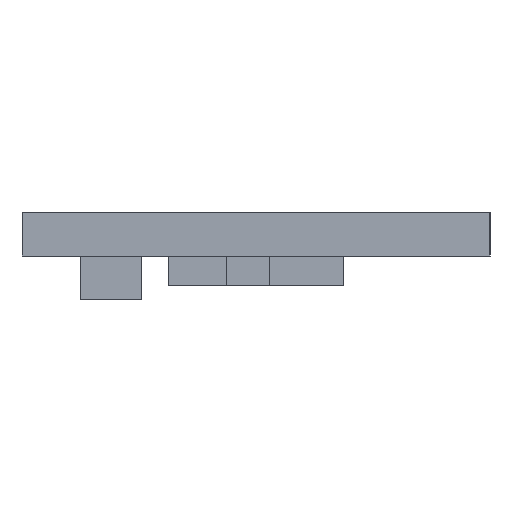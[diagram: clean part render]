
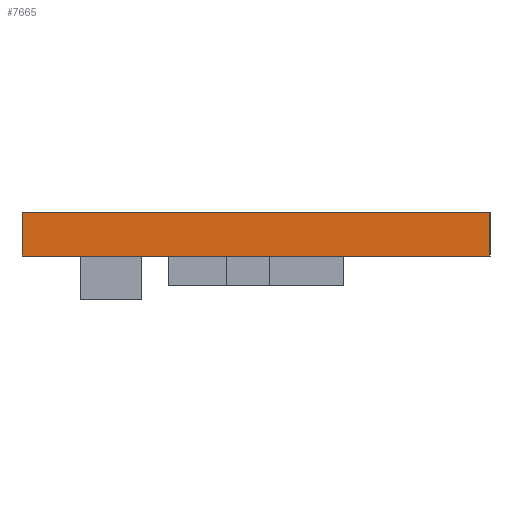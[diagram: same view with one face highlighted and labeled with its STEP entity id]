
A CAD part, left-side view. The second image highlights one B-rep face of the part: STEP entity #7665.
In plain terms, the highlighted face is planar.
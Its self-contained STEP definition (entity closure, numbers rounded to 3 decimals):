
#32 = LINE ( 'NONE', #9181, #6733 ) ;
#49 = EDGE_CURVE ( 'NONE', #10396, #4657, #32, .T. ) ;
#1039 = CARTESIAN_POINT ( 'NONE',  ( 10.25, 8., -1.5 ) ) ;
#1605 = VECTOR ( 'NONE', #11655, 1000. ) ;
#3560 = EDGE_CURVE ( 'NONE', #4657, #7913, #3621, .T. ) ;
#3621 = LINE ( 'NONE', #8153, #11251 ) ;
#3860 = EDGE_CURVE ( 'NONE', #4164, #7913, #7407, .T. ) ;
#4164 = VERTEX_POINT ( 'NONE', #1039 ) ;
#4657 = VERTEX_POINT ( 'NONE', #8208 ) ;
#4699 = DIRECTION ( 'NONE',  ( 0., -1., 0. ) ) ;
#4939 = CARTESIAN_POINT ( 'NONE',  ( 10.25, 8., -1.5 ) ) ;
#5162 = CARTESIAN_POINT ( 'NONE',  ( 10.25, 8., 0. ) ) ;
#5893 = CARTESIAN_POINT ( 'NONE',  ( 10.25, 8., 0. ) ) ;
#6181 = VECTOR ( 'NONE', #10821, 1000. ) ;
#6494 = PLANE ( 'NONE',  #8943 ) ;
#6733 = VECTOR ( 'NONE', #4699, 1000. ) ;
#6915 = ORIENTED_EDGE ( 'NONE', *, *, #14522, .F. ) ;
#7096 = ORIENTED_EDGE ( 'NONE', *, *, #3560, .T. ) ;
#7407 = LINE ( 'NONE', #4939, #6181 ) ;
#7605 = CARTESIAN_POINT ( 'NONE',  ( 10.25, -8., -1.5 ) ) ;
#7665 = ADVANCED_FACE ( 'NONE', ( #13429 ), #6494, .T. ) ;
#7887 = EDGE_LOOP ( 'NONE', ( #9128, #7096, #11689, #6915 ) ) ;
#7913 = VERTEX_POINT ( 'NONE', #7605 ) ;
#8153 = CARTESIAN_POINT ( 'NONE',  ( 10.25, -8., 0. ) ) ;
#8208 = CARTESIAN_POINT ( 'NONE',  ( 10.25, -8., 0. ) ) ;
#8827 = DIRECTION ( 'NONE',  ( 1., 0., 0. ) ) ;
#8943 = AXIS2_PLACEMENT_3D ( 'NONE', #5162, #8827, #9888 ) ;
#9128 = ORIENTED_EDGE ( 'NONE', *, *, #49, .T. ) ;
#9181 = CARTESIAN_POINT ( 'NONE',  ( 10.25, 8., 0. ) ) ;
#9888 = DIRECTION ( 'NONE',  ( 0., 1., 0. ) ) ;
#10396 = VERTEX_POINT ( 'NONE', #11604 ) ;
#10582 = LINE ( 'NONE', #5893, #1605 ) ;
#10821 = DIRECTION ( 'NONE',  ( 0., -1., 0. ) ) ;
#11251 = VECTOR ( 'NONE', #12780, 1000. ) ;
#11604 = CARTESIAN_POINT ( 'NONE',  ( 10.25, 8., 0. ) ) ;
#11655 = DIRECTION ( 'NONE',  ( 0., 0., -1. ) ) ;
#11689 = ORIENTED_EDGE ( 'NONE', *, *, #3860, .F. ) ;
#12780 = DIRECTION ( 'NONE',  ( 0., 0., -1. ) ) ;
#13429 = FACE_OUTER_BOUND ( 'NONE', #7887, .T. ) ;
#14522 = EDGE_CURVE ( 'NONE', #10396, #4164, #10582, .T. ) ;
